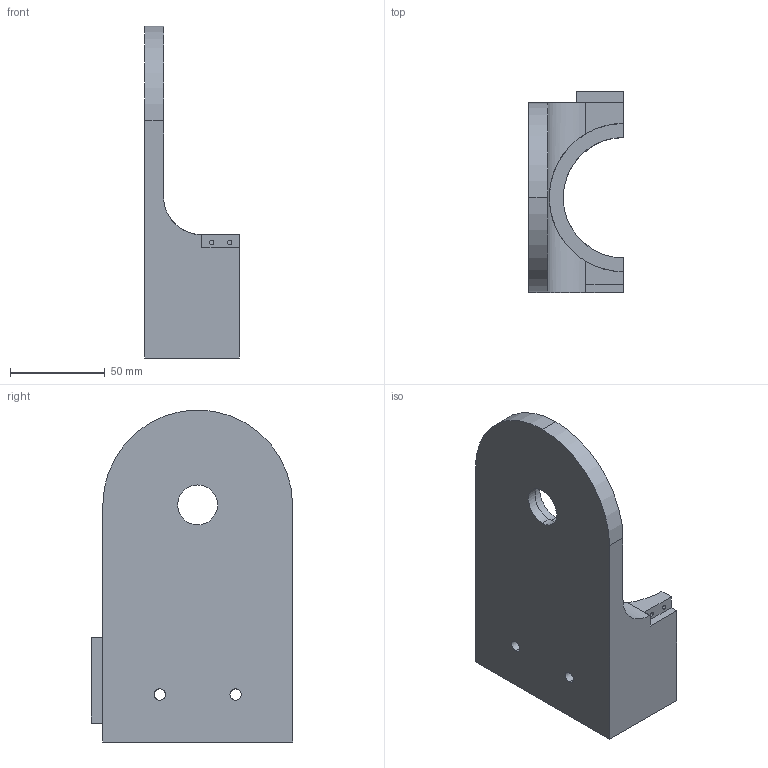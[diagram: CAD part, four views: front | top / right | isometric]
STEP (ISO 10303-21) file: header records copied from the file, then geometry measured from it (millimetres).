
FILE_DESCRIPTION (( 'STEP AP214' ), '1' );
FILE_NAME ('RV-0012_Wrist-Upright_Copy_to_print.STEP', '2025-04-04T22:22:46', ( '' ), ( '' ), 'SwSTEP 2.0', 'SolidWorks 2023', '' );
FILE_SCHEMA (( 'AUTOMOTIVE_DESIGN' ));
Length unit declared in the file: millimetre
Products named in the file (1): RV-0012_Wrist-Upright_Copy_to_print
Bounding box: 50 x 106 x 175 mm (x, y, z)
Volume: 315808.1 mm3; surface area: 66394.5 mm2
Topology: 3 solids, 3 shells, 49 faces, 126 edges, 84 vertices
Faces by surface type: cylinder 26, plane 23
Entity records: 2031 total; most frequent: CARTESIAN_POINT 751, ORIENTED_EDGE 252, DIRECTION 246, EDGE_CURVE 126, AXIS2_PLACEMENT_3D 87, VERTEX_POINT 84, LINE 72, VECTOR 72
